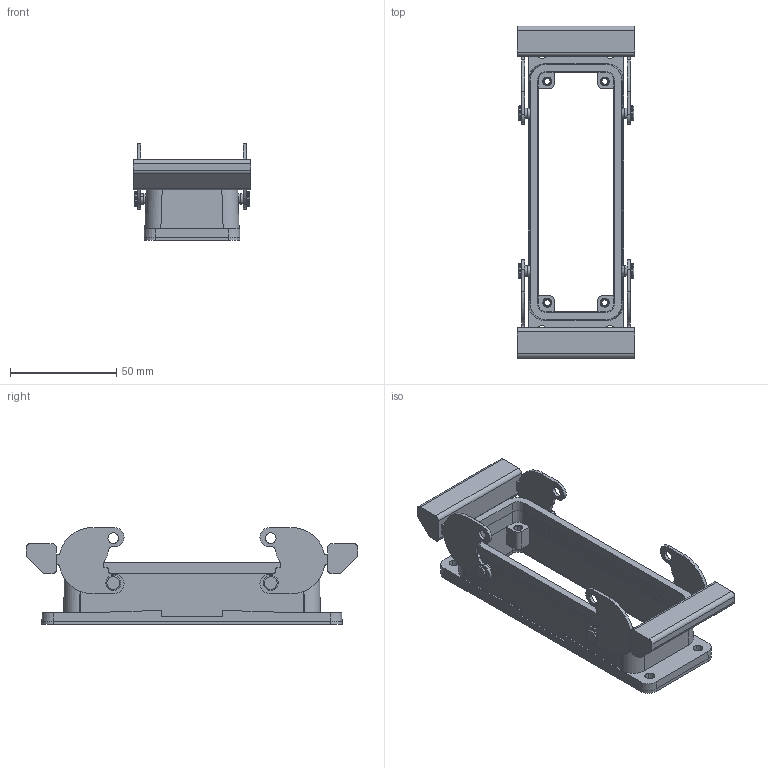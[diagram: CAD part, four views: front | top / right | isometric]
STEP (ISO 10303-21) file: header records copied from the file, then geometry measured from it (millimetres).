
FILE_DESCRIPTION(('CATIA V5 STEP Exchange','CAx-IF Rec.Pracs.--- Model Styling and Organization---1.5--- 2016-08-15','CAx-IF Rec.Pracs.---Supplemental Geometry---1.0---2011-11-01','CAx-IF Rec.Pracs.--- Composite Materials ---1.1---2010-07-15'),'2;1');
FILE_NAME ('009015-1_3', '2025-01-28T07:38:15+00:00', ('none'), ('Weidmueller'), 'CATIA Version 5-6 Release 2022 SP4 HF5', 'CATIA V5 STEP AP214 v3', 'none');
FILE_SCHEMA(('AUTOMOTIVE_DESIGN { 1 0 10303 214 1 1 1 1 }'));
Products named in the file (1): 1212400000
Bounding box: 55 x 156 x 45.5 mm (x, y, z)
Volume: 63099.5 mm3; surface area: 38282.2 mm2
Topology: 1 solids, 3 shells, 1860 faces, 5212 edges, 3216 vertices
Faces by surface type: plane 1101, cylinder 647, cone 72, torus 40
Entity records: 54125 total; most frequent: ORIENTED_EDGE 10424, CARTESIAN_POINT 9742, DIRECTION 7125, EDGE_CURVE 5212, AXIS2_PLACEMENT_3D 3376, VERTEX_POINT 3216, VECTOR 2773, LINE 2773
